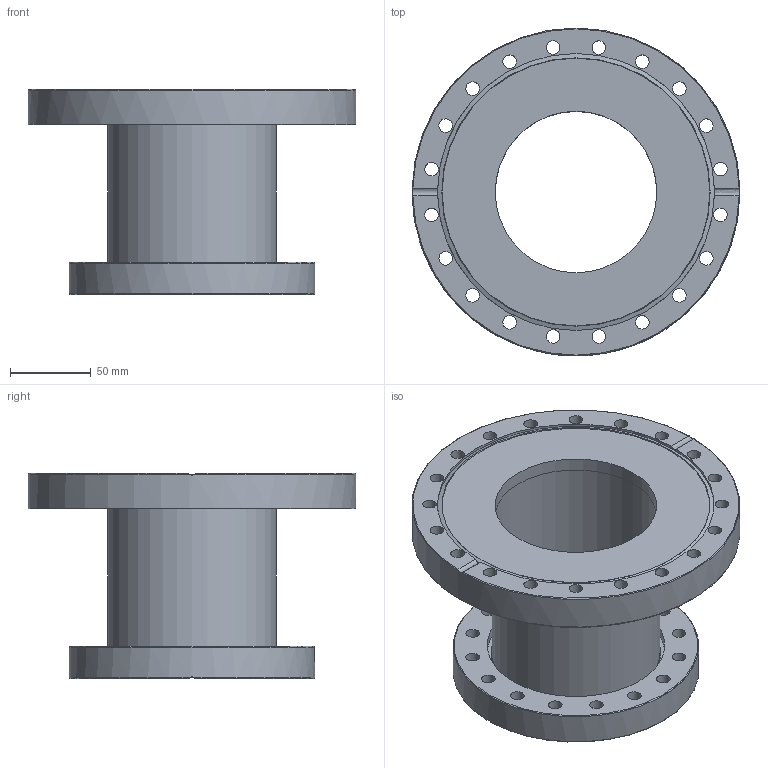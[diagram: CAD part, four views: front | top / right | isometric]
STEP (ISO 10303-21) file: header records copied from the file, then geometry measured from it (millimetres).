
FILE_DESCRIPTION((''),'2;1');
FILE_NAME('TA1510R-304.stp','2009-04-15T13:51:04',('hasers'),(''),'Autodesk Inventor 2008','Autodesk Inventor 2008','');
FILE_SCHEMA(('AUTOMOTIVE_DESIGN { 1 0 10303 214 1 1 1 1 }'));
Length unit declared in the file: millimetre
Products named in the file (5): TA1510R-304; CF-07 [Keywords [Summary]=1.4301][Company [Summary]=Vacom][Title [Summary]=F150]_2; Rohre [Subject [Summary]=normal][Keywords [Summary]=1.4301][Title [Summary]=104x2,0 (0,5m)]_4; CF-R [Subject [Summary]=-304][Title [Summary]=F100RIB104]; CF-R [Subject [Summary]=-304][Title [Summary]=F100RO]
Assembly tree (4 placements, depth 2):
  TA1510R-304
    CF-07 [Keywords [Summary]=1.4301][Company [Summary]=Vacom][Title [Summary]=F150]_2
    Rohre [Subject [Summary]=normal][Keywords [Summary]=1.4301][Title [Summary]=104x2,0 (0,5m)]_4
    CF-R [Subject [Summary]=-304][Title [Summary]=F100RIB104]
    CF-R [Subject [Summary]=-304][Title [Summary]=F100RO]
Bounding box: 203 x 203 x 127 mm (x, y, z)
Volume: 727177.1 mm3; surface area: 207279.8 mm2
Topology: 4 solids, 4 shells, 83 faces, 246 edges, 173 vertices
Faces by surface type: bspline 47, plane 11, cylinder 10, torus 10, cone 5
Full cylindrical faces by diameter (mm): 100 x1, 104 x1, 120.4 x1, 121.2 x1, 152 x1, 171.4 x1, 203 x1
Entity records: 3254 total; most frequent: CARTESIAN_POINT 1352, DIRECTION 332, ORIENTED_EDGE 282, EDGE_LOOP 226, AXIS2_PLACEMENT_3D 162, FACE_BOUND 143, EDGE_CURVE 141, VERTEX_POINT 129
